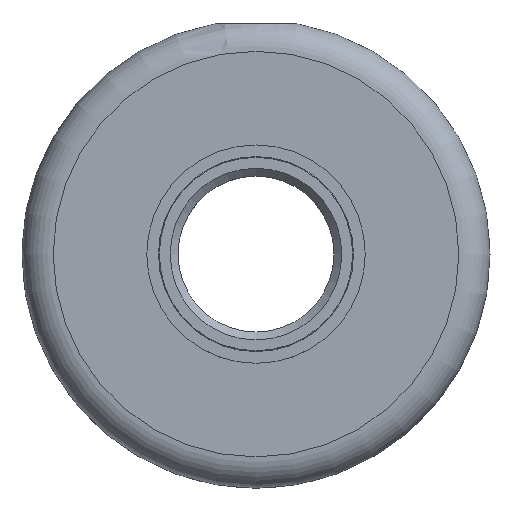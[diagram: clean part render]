
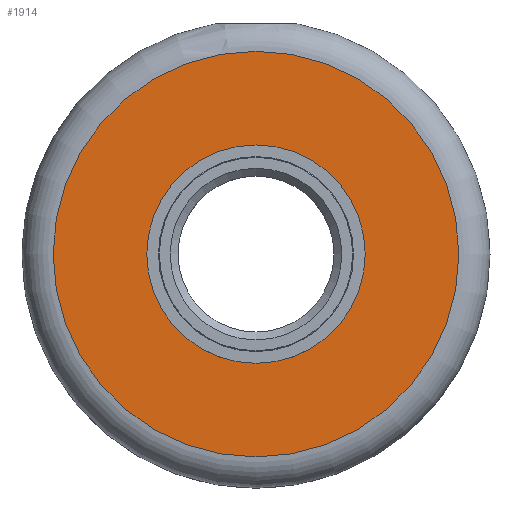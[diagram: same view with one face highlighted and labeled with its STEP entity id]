
A CAD part, top view. The second image highlights one B-rep face of the part: STEP entity #1914.
In plain terms, the highlighted planar face has unit normal (0, 0, 1).
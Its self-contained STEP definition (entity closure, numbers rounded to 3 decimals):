
#29=FACE_BOUND('',#473,.T.);
#188=CIRCLE('',#2113,26.);
#197=CIRCLE('',#2135,14.);
#352=FACE_OUTER_BOUND('',#472,.T.);
#472=EDGE_LOOP('',(#1743));
#473=EDGE_LOOP('',(#1744));
#916=VERTEX_POINT('',#3876);
#922=VERTEX_POINT('',#3911);
#1184=EDGE_CURVE('',#916,#916,#188,.T.);
#1200=EDGE_CURVE('',#922,#922,#197,.T.);
#1743=ORIENTED_EDGE('',*,*,#1184,.F.);
#1744=ORIENTED_EDGE('',*,*,#1200,.F.);
#1805=PLANE('',#2134);
#1914=ADVANCED_FACE('',(#352,#29),#1805,.F.);
#2113=AXIS2_PLACEMENT_3D('',#3877,#2626,#2627);
#2134=AXIS2_PLACEMENT_3D('',#3910,#2675,#2676);
#2135=AXIS2_PLACEMENT_3D('',#3912,#2677,#2678);
#2626=DIRECTION('center_axis',(0.,0.,-1.));
#2627=DIRECTION('ref_axis',(1.,0.,0.));
#2675=DIRECTION('center_axis',(0.,0.,-1.));
#2676=DIRECTION('ref_axis',(1.,0.,0.));
#2677=DIRECTION('center_axis',(0.,0.,1.));
#2678=DIRECTION('ref_axis',(1.,0.,0.));
#3876=CARTESIAN_POINT('',(-26.,3.,-34.));
#3877=CARTESIAN_POINT('Origin',(0.,3.,-34.));
#3910=CARTESIAN_POINT('Origin',(0.,3.,-34.));
#3911=CARTESIAN_POINT('',(-14.,3.,-34.));
#3912=CARTESIAN_POINT('Origin',(0.,3.,-34.));
